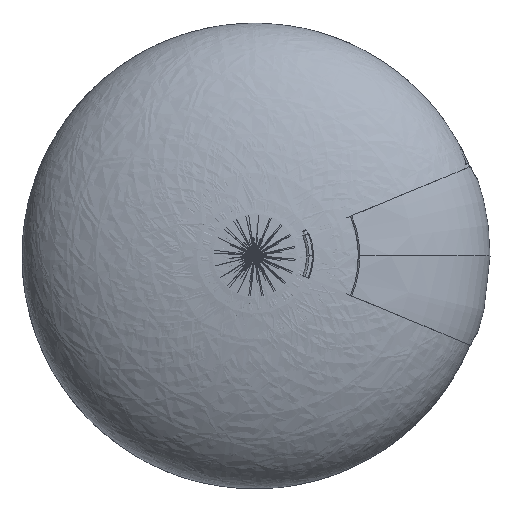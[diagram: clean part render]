
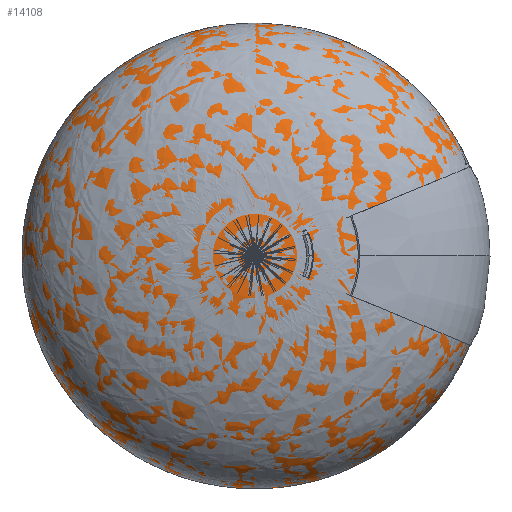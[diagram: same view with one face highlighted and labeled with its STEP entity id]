
A CAD part, top view. The second image highlights one B-rep face of the part: STEP entity #14108.
In plain terms, the highlighted face is a revolution surface.
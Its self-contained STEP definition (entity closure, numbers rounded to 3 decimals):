
#12157 = VERTEX_POINT('',#12158);
#12158 = CARTESIAN_POINT('',(22.675,6.502,
    -49.658));
#13212 = VERTEX_POINT('',#13213);
#13213 = CARTESIAN_POINT('',(24.854,7.127,
    -49.383));
#13244 = VERTEX_POINT('',#13245);
#13245 = CARTESIAN_POINT('',(24.883,7.06,
    -49.382));
#13252 = EDGE_CURVE('',#13212,#13244,#13253,.T.);
#13253 = B_SPLINE_CURVE_WITH_KNOTS('',4,(#13254,#13255,#13256,#13257,
    #13258),.UNSPECIFIED.,.F.,.F.,(5,5),(0.,1.),
  .PIECEWISE_BEZIER_KNOTS.);
#13254 = CARTESIAN_POINT('',(24.854,7.127,
    -49.383));
#13255 = CARTESIAN_POINT('',(24.862,7.11,
    -49.383));
#13256 = CARTESIAN_POINT('',(24.869,7.093,
    -49.382));
#13257 = CARTESIAN_POINT('',(24.876,7.076,
    -49.382));
#13258 = CARTESIAN_POINT('',(24.883,7.06,
    -49.382));
#13268 = EDGE_CURVE('',#13269,#13244,#13271,.T.);
#13269 = VERTEX_POINT('',#13270);
#13270 = CARTESIAN_POINT('',(23.147,6.341,
    -49.61));
#13271 = B_SPLINE_CURVE_WITH_KNOTS('',4,(#13272,#13273,#13274,#13275,
    #13276),.UNSPECIFIED.,.F.,.F.,(5,5),(0.,1.),
  .PIECEWISE_BEZIER_KNOTS.);
#13272 = CARTESIAN_POINT('',(22.799,6.196,
    -49.654));
#13273 = CARTESIAN_POINT('',(23.334,6.418,
    -49.587));
#13274 = CARTESIAN_POINT('',(23.869,6.64,
    -49.518));
#13275 = CARTESIAN_POINT('',(24.404,6.861,
    -49.448));
#13276 = CARTESIAN_POINT('',(24.938,7.082,
    -49.374));
#13689 = VERTEX_POINT('',#13690);
#13690 = CARTESIAN_POINT('',(22.724,6.382,
    -49.656));
#13727 = EDGE_CURVE('',#13689,#13728,#13730,.T.);
#13728 = VERTEX_POINT('',#13729);
#13729 = CARTESIAN_POINT('',(22.799,6.196,
    -49.654));
#13730 = B_SPLINE_CURVE_WITH_KNOTS('',4,(#13731,#13732,#13733,#13734,
    #13735),.UNSPECIFIED.,.F.,.F.,(5,5),(0.,1.),
  .PIECEWISE_BEZIER_KNOTS.);
#13731 = CARTESIAN_POINT('',(22.675,6.502,
    -49.658));
#13732 = CARTESIAN_POINT('',(22.706,6.426,
    -49.657));
#13733 = CARTESIAN_POINT('',(22.737,6.349,
    -49.656));
#13734 = CARTESIAN_POINT('',(22.768,6.273,
    -49.655));
#13735 = CARTESIAN_POINT('',(22.799,6.196,
    -49.654));
#13737 = EDGE_CURVE('',#13728,#13269,#13738,.T.);
#13738 = B_SPLINE_CURVE_WITH_KNOTS('',4,(#13739,#13740,#13741,#13742,
    #13743),.UNSPECIFIED.,.F.,.F.,(5,5),(0.,1.),
  .PIECEWISE_BEZIER_KNOTS.);
#13739 = CARTESIAN_POINT('',(22.628,6.126,
    -49.675));
#13740 = CARTESIAN_POINT('',(23.192,6.359,
    -49.605));
#13741 = CARTESIAN_POINT('',(23.756,6.593,
    -49.533));
#13742 = CARTESIAN_POINT('',(24.32,6.826,
    -49.459));
#13743 = CARTESIAN_POINT('',(24.883,7.06,
    -49.382));
#14088 = EDGE_CURVE('',#12157,#13212,#14089,.T.);
#14089 = ELLIPSE('',#14090,103.5,51.);
#14090 = AXIS2_PLACEMENT_3D('',#14091,#14092,#14093);
#14091 = CARTESIAN_POINT('',(0.,0.,0.));
#14092 = DIRECTION('',(0.276,-0.961,0.));
#14093 = DIRECTION('',(-0.961,-0.276,0.));
#14108 = ADVANCED_FACE('',(#14109),#14124,.F.);
#14109 = FACE_BOUND('',#14110,.F.);
#14110 = EDGE_LOOP('',(#14111,#14119,#14120,#14121,#14122,#14123));
#14111 = ORIENTED_EDGE('',*,*,#14112,.F.);
#14112 = EDGE_CURVE('',#12157,#13689,#14113,.T.);
#14113 = B_SPLINE_CURVE_WITH_KNOTS('',4,(#14114,#14115,#14116,#14117,
    #14118),.UNSPECIFIED.,.F.,.F.,(5,5),(0.,1.),
  .PIECEWISE_BEZIER_KNOTS.);
#14114 = CARTESIAN_POINT('',(22.675,6.502,
    -49.658));
#14115 = CARTESIAN_POINT('',(22.706,6.426,
    -49.657));
#14116 = CARTESIAN_POINT('',(22.737,6.349,
    -49.656));
#14117 = CARTESIAN_POINT('',(22.768,6.273,
    -49.655));
#14118 = CARTESIAN_POINT('',(22.799,6.196,
    -49.654));
#14119 = ORIENTED_EDGE('',*,*,#14088,.T.);
#14120 = ORIENTED_EDGE('',*,*,#13252,.T.);
#14121 = ORIENTED_EDGE('',*,*,#13268,.F.);
#14122 = ORIENTED_EDGE('',*,*,#13737,.F.);
#14123 = ORIENTED_EDGE('',*,*,#13727,.F.);
#14124 = SURFACE_OF_REVOLUTION('',#14125,#14130);
#14125 = ELLIPSE('',#14126,103.5,51.);
#14126 = AXIS2_PLACEMENT_3D('',#14127,#14128,#14129);
#14127 = CARTESIAN_POINT('',(0.,0.,0.));
#14128 = DIRECTION('',(-0.276,-0.961,0.));
#14129 = DIRECTION('',(-0.961,0.276,0.));
#14130 = AXIS1_PLACEMENT('',#14131,#14132);
#14131 = CARTESIAN_POINT('',(0.,0.,0.));
#14132 = DIRECTION('',(0.,0.,1.));
